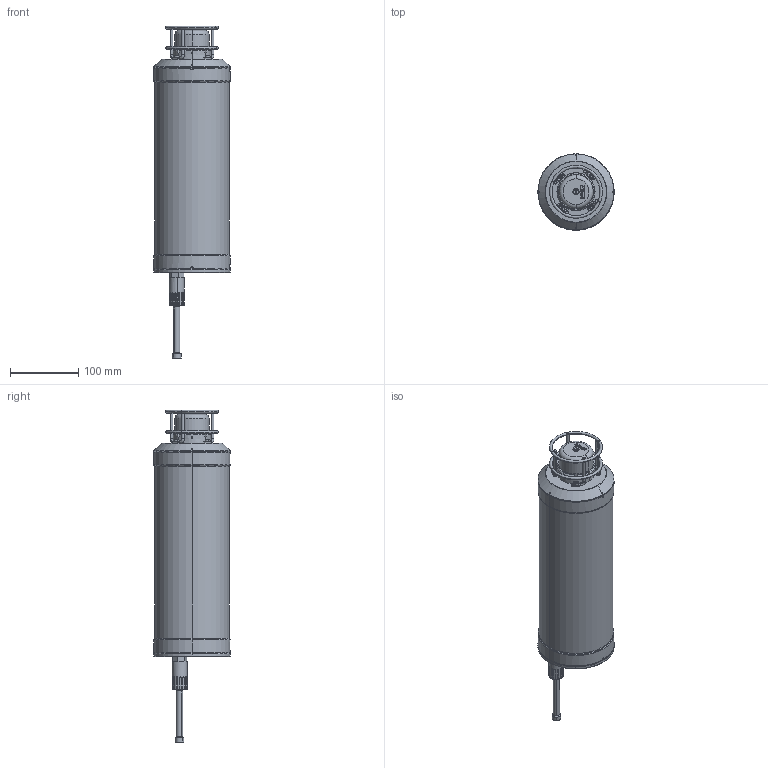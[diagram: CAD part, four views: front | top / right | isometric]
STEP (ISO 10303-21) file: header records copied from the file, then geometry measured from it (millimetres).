
FILE_DESCRIPTION (( 'STEP AP214' ), '1' );
FILE_NAME ('MTB02-R_00138443-A.02.STEP', '2022-07-29T08:18:40', ( '' ), ( '' ), 'SwSTEP 2.0', 'SolidWorks 2021', '' );
FILE_SCHEMA (( 'AUTOMOTIVE_DESIGN' ));
Length unit declared in the file: millimetre
Products named in the file (1): MTB02-R_00138443-A.02
Bounding box: 112 x 112 x 487.9 mm (x, y, z)
Surface area: 157223.3 mm2 (no closed solid volume)
Topology: 0 solids, 33 shells, 356 faces, 1214 edges, 856 vertices
Faces by surface type: cylinder 120, torus 91, plane 91, bspline 36, cone 18
Entity records: 25424 total; most frequent: CARTESIAN_POINT 11553, DIRECTION 2048, ORIENTED_EDGE 1908, EDGE_CURVE 1210, VERTEX_POINT 856, AXIS2_PLACEMENT_3D 827, CIRCLE 506, EDGE_LOOP 402
